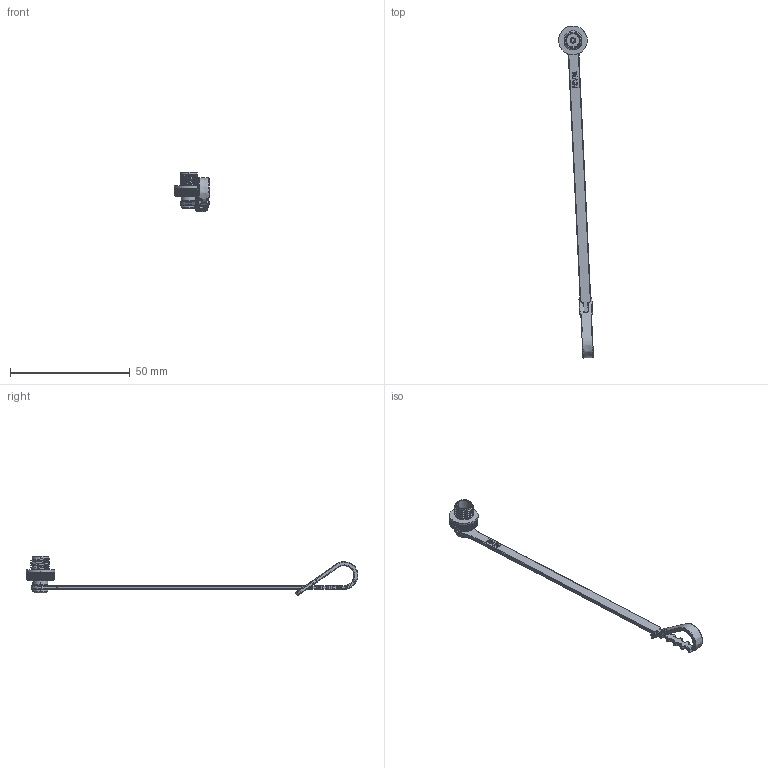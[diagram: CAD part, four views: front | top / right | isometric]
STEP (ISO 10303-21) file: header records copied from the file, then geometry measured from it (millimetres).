
FILE_DESCRIPTION((''),'2;1');
FILE_NAME('M8-FCV--1_SW0001','2017-05-31T',('hq.zhang'),(''),'PRO/ENGINEER BY PARAMETRIC TECHNOLOGY CORPORATION, 2012480','PRO/ENGINEER BY PARAMETRIC TECHNOLOGY CORPORATION, 2012480','');
FILE_SCHEMA(('AUTOMOTIVE_DESIGN { 1 0 10303 214 1 1 1 1 }'));
Length unit declared in the file: millimetre
Products named in the file (1): M8-FCV--1_SW0001
Bounding box: 14.59 x 138.39 x 16.31 mm (x, y, z)
Volume: 1575.1 mm3; surface area: 2848.4 mm2
Topology: 1 solids, 1 shells, 746 faces, 1946 edges, 1173 vertices
Faces by surface type: bspline 506, plane 140, cylinder 83, cone 11, torus 6
Entity records: 37436 total; most frequent: CARTESIAN_POINT 22896, ORIENTED_EDGE 3798, EDGE_CURVE 1899, DIRECTION 1533, VERTEX_POINT 1173, B_SPLINE_CURVE_WITH_KNOTS 957, VECTOR 831, LINE 831
